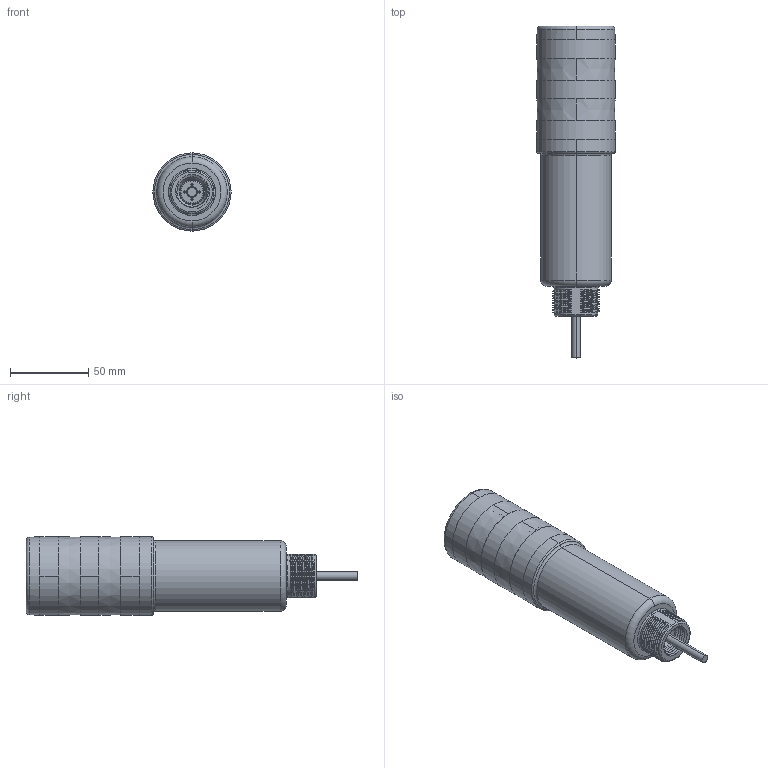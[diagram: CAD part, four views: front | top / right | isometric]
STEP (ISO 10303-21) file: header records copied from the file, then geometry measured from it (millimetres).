
FILE_DESCRIPTION((''),'2;1');
FILE_NAME('168289_ASM','2014-06-26T',('pdmadmin'),(''),'PRO/ENGINEER BY PARAMETRIC TECHNOLOGY CORPORATION, 2013230','PRO/ENGINEER BY PARAMETRIC TECHNOLOGY CORPORATION, 2013230','');
FILE_SCHEMA(('CONFIG_CONTROL_DESIGN'));
Products named in the file (8): 163979; 62676; 62677; CABLE_215; 158231_WEB; 158948; 158946; 168289_ASM
Assembly tree (10 placements, depth 2):
  168289_ASM
    163979
    62676
    62677
    CABLE_215
    158231_WEB  x3
    158948  x2
    158946
Bounding box: 50 x 212.2 x 50 mm (x, y, z)
Volume: 104567.5 mm3; surface area: 91174 mm2
Topology: 10 solids, 10 shells, 1445 faces, 3610 edges, 2271 vertices
Faces by surface type: plane 519, cylinder 350, bspline 260, cone 146, torus 98, sphere 72
Entity records: 81668 total; most frequent: CARTESIAN_POINT 57357, ORIENTED_EDGE 5388, DIRECTION 4566, EDGE_CURVE 2694, AXIS2_PLACEMENT_3D 1810, VERTEX_POINT 1667, EDGE_LOOP 1161, FACE_OUTER_BOUND 1096
